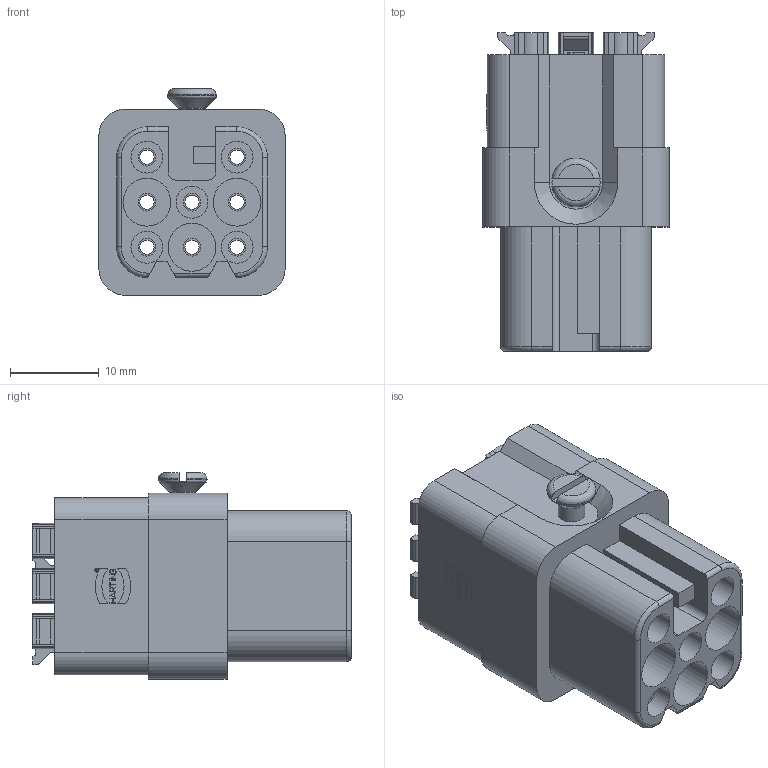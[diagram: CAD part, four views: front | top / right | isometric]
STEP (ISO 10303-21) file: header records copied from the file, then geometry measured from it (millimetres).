
FILE_DESCRIPTION(/* description */ (''),/* implementation_level */ '2;1');
FILE_NAME(/* name */ '100181385ugm000_b.stp',/* time_stamp */ '2017-09-28T17:33:47+02:00',/* author */ (''),/* organization */ (''),/* preprocessor_version */ 'ST-DEVELOPER v16',/* originating_system */ 'SIEMENS PLM Software NX 10.0',/* authorisation */ '');
FILE_SCHEMA (('AUTOMOTIVE_DESIGN { 1 0 10303 214 3 1 1 1 }'));
Length unit declared in the file: millimetre
Products named in the file (1): 100181385ugm000_b
Bounding box: 21 x 35.9 x 23.3 mm (x, y, z)
Volume: 10177.9 mm3; surface area: 6070.6 mm2
Topology: 1 solids, 1 shells, 468 faces, 1225 edges, 818 vertices
Faces by surface type: plane 341, cylinder 118, bspline 7, cone 2
Full cylindrical faces by diameter (mm): 0.38 x1, 0.42 x1, 1.6 x8, 2 x8, 3 x1, 3.2 x8, 3.6 x5, 5.4 x3
Entity records: 15471 total; most frequent: CARTESIAN_POINT 3438, ORIENTED_EDGE 2376, DIRECTION 2127, EDGE_CURVE 1188, VERTEX_POINT 809, LINE 765, VECTOR 765, AXIS2_PLACEMENT_3D 681
